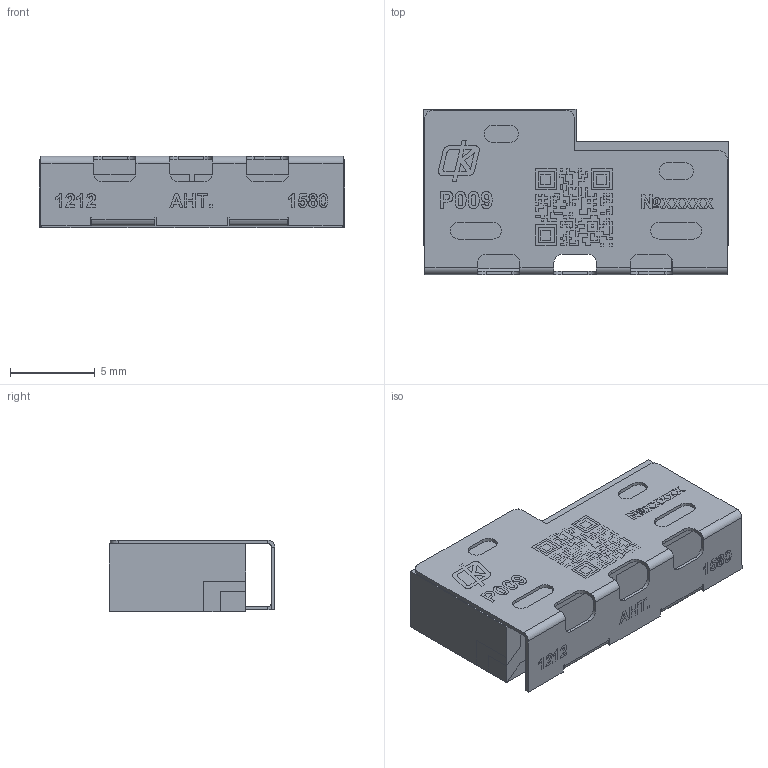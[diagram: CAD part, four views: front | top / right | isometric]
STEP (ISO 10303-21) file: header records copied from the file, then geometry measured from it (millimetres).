
FILE_DESCRIPTION(('STEP AP203'), '1');
FILE_NAME('ÍØÁÀ.468843.019-01_Äèïëåêñåð ÔÌÌ-2-1,212-96(1,58-60', '', ('UNSPECIFIED'), ('UNSPECIFIED'), 'ASCON STEP Converter 1.6', 'ASCON Math Kernel', '');
FILE_SCHEMA(('CONFIG_CONTROL_DESIGN'));
Length unit declared in the file: millimetre
Products named in the file (1): НШБА.468843.019-01_Диплексер ФММ-2-1,212-96(1,58-60
Bounding box: 18 x 9.75 x 4.2 mm (x, y, z)
Volume: 551.4 mm3; surface area: 668.1 mm2
Topology: 1 solids, 1 shells, 984 faces, 2655 edges, 1756 vertices
Faces by surface type: plane 826, bspline 116, cylinder 42
Entity records: 49493 total; most frequent: CARTESIAN_POINT 17757, ORIENTED_EDGE 5310, DIRECTION 4144, EDGE_CURVE 2655, LINE 2238, VECTOR 2238, VERTEX_POINT 1756, FACE_BOUND 1073
